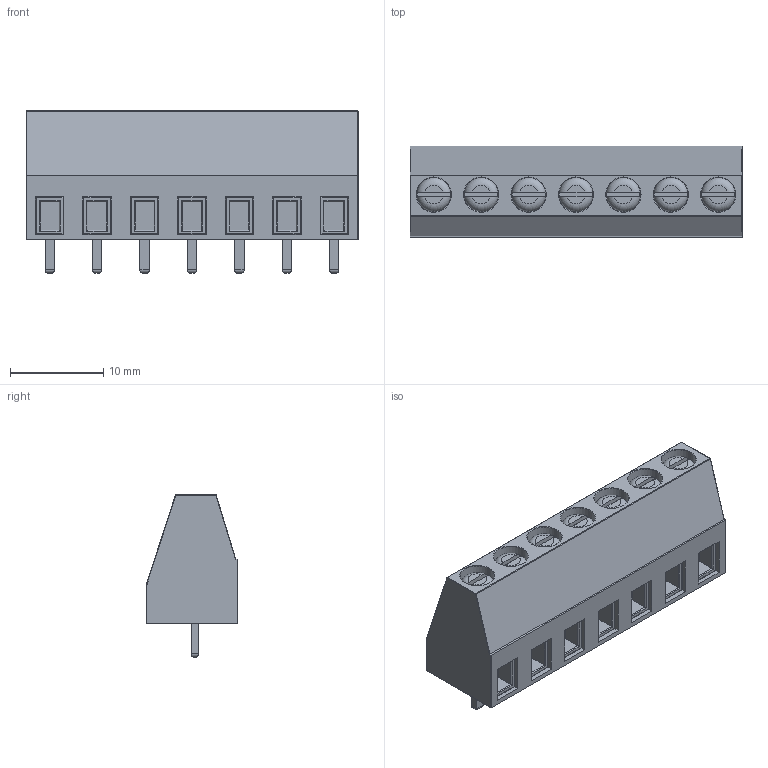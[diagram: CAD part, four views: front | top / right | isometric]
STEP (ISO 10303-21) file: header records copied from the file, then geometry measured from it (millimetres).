
FILE_DESCRIPTION(/* description */ ('model of TerminalBlock_Phoenix_MKDS-1,5-7-5.08_1x07_P5.08mm_Horizontal'),/* implementation_level */ '2;1');
FILE_NAME(/* name */ 'TerminalBlock_Phoenix_MKDS-1,5-7-5.08_1x07_P5.08mm_Horizontal.step',/* time_stamp */ '2019-06-17T02:13:00',/* author */ ('kicad StepUp','ksu'),/* organization */ ('FreeCAD'),/* preprocessor_version */ 'OCC',/* originating_system */ 'kicad StepUp',/* authorisation */ '');
FILE_SCHEMA(('AUTOMOTIVE_DESIGN { 1 0 10303 214 1 1 1 1 }'));
Length unit declared in the file: millimetre
Products named in the file (1): MKDS_1_5_7
Bounding box: 35.56 x 9.8 x 17.4 mm (x, y, z)
Volume: 3619.9 mm3; surface area: 2491.5 mm2
Topology: 1 solids, 1 shells, 309 faces, 700 edges, 424 vertices
Faces by surface type: plane 184, cylinder 107, torus 14, bspline 4
Full cylindrical faces by diameter (mm): 3.68 x7
Entity records: 11600 total; most frequent: CARTESIAN_POINT 2520, DIRECTION 1436, ORIENTED_EDGE 1392, EDGE_CURVE 696, LINE 492, VECTOR 492, AXIS2_PLACEMENT_3D 472, VERTEX_POINT 424
